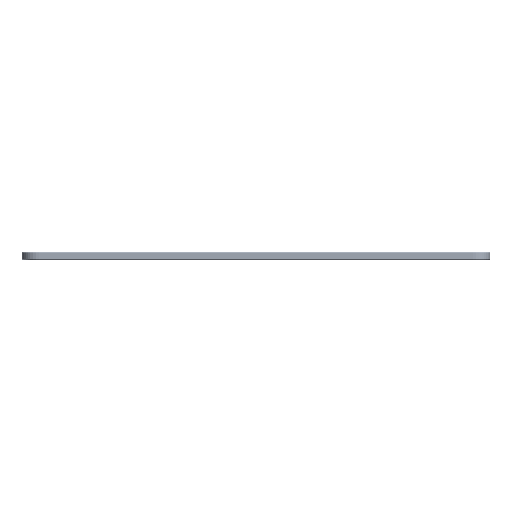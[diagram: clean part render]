
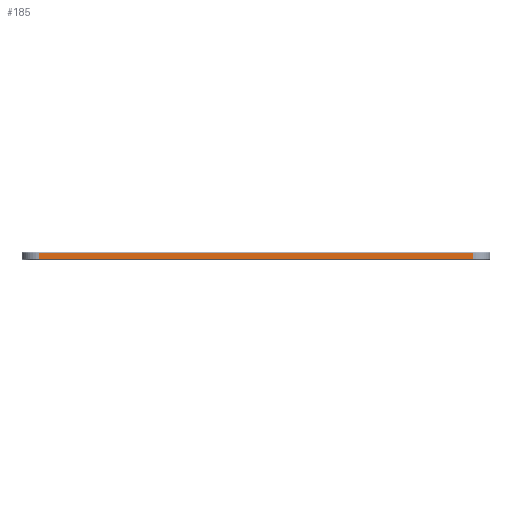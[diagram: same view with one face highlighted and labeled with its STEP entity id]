
A CAD part, left-side view. The second image highlights one B-rep face of the part: STEP entity #185.
In plain terms, the highlighted planar face has unit normal (-1, 0, 0).
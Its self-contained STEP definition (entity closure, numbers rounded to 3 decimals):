
#61 = EDGE_CURVE('',#62,#64,#66,.T.);
#62 = VERTEX_POINT('',#63);
#63 = CARTESIAN_POINT('',(-6.25,0.,0.3));
#64 = VERTEX_POINT('',#65);
#65 = CARTESIAN_POINT('',(-6.25,0.,2.825));
#66 = LINE('',#67,#68);
#67 = CARTESIAN_POINT('',(-6.25,0.,0.));
#68 = VECTOR('',#69,1.);
#69 = DIRECTION('',(0.,0.,1.));
#185 = ADVANCED_FACE('',(#186),#211,.F.);
#186 = FACE_BOUND('',#187,.F.);
#187 = EDGE_LOOP('',(#188,#198,#204,#205));
#188 = ORIENTED_EDGE('',*,*,#189,.T.);
#189 = EDGE_CURVE('',#190,#192,#194,.T.);
#190 = VERTEX_POINT('',#191);
#191 = CARTESIAN_POINT('',(-6.25,162.5,0.3));
#192 = VERTEX_POINT('',#193);
#193 = CARTESIAN_POINT('',(-6.25,162.5,2.825));
#194 = LINE('',#195,#196);
#195 = CARTESIAN_POINT('',(-6.25,162.5,0.));
#196 = VECTOR('',#197,1.);
#197 = DIRECTION('',(0.,0.,1.));
#198 = ORIENTED_EDGE('',*,*,#199,.T.);
#199 = EDGE_CURVE('',#192,#64,#200,.T.);
#200 = LINE('',#201,#202);
#201 = CARTESIAN_POINT('',(-6.25,162.5,2.825));
#202 = VECTOR('',#203,1.);
#203 = DIRECTION('',(0.,-1.,0.));
#204 = ORIENTED_EDGE('',*,*,#61,.F.);
#205 = ORIENTED_EDGE('',*,*,#206,.F.);
#206 = EDGE_CURVE('',#190,#62,#207,.T.);
#207 = LINE('',#208,#209);
#208 = CARTESIAN_POINT('',(-6.25,162.5,0.3));
#209 = VECTOR('',#210,1.);
#210 = DIRECTION('',(0.,-1.,0.));
#211 = PLANE('',#212);
#212 = AXIS2_PLACEMENT_3D('',#213,#214,#215);
#213 = CARTESIAN_POINT('',(-6.25,162.5,0.));
#214 = DIRECTION('',(1.,0.,0.));
#215 = DIRECTION('',(0.,-1.,0.));
